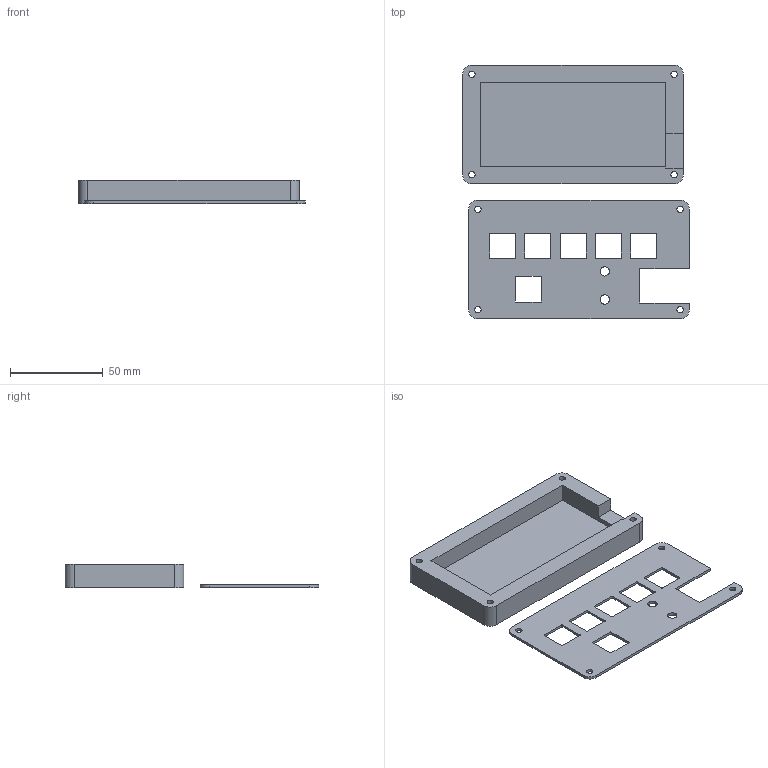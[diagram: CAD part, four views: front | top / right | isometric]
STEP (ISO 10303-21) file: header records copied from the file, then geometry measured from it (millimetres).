
FILE_DESCRIPTION(/* description */ (''),/* implementation_level */ '2;1');
FILE_NAME(/* name */ 'Arnav''s Macropad.step',/* time_stamp */ '2025-12-01T16:55:39-05:00',/* author */ (''),/* organization */ (''),/* preprocessor_version */ 'ST-DEVELOPER v20.1',/* originating_system */ 'Autodesk Translation Framework v14.21.0.0',/* authorisation */ '');
FILE_SCHEMA (('AUTOMOTIVE_DESIGN { 1 0 10303 214 3 1 1 }'));
Length unit declared in the file: millimetre
Products named in the file (3): 2025-11-28-23-53-29-047; 2025-11-28-23-56-53-507; 2025-11-29-11-56-12-961
Assembly tree (1 placements, depth 2):
  2025-11-28-23-53-29-047
  2025-11-28-23-56-53-507
    2025-11-29-11-56-12-961
Bounding box: 122.48 x 137.19 x 12.72 mm (x, y, z)
Volume: 57330.8 mm3; surface area: 36169.2 mm2
Topology: 2 solids, 2 shells, 436 faces, 1232 edges, 821 vertices
Faces by surface type: bspline 229, plane 165, cylinder 42
Full cylindrical faces by diameter (mm): 3.4 x8, 5 x2, 6 x4
Entity records: 16321 total; most frequent: CARTESIAN_POINT 6387, ORIENTED_EDGE 2464, DIRECTION 1283, EDGE_CURVE 1232, VERTEX_POINT 821, LINE 689, VECTOR 689, EDGE_LOOP 489
